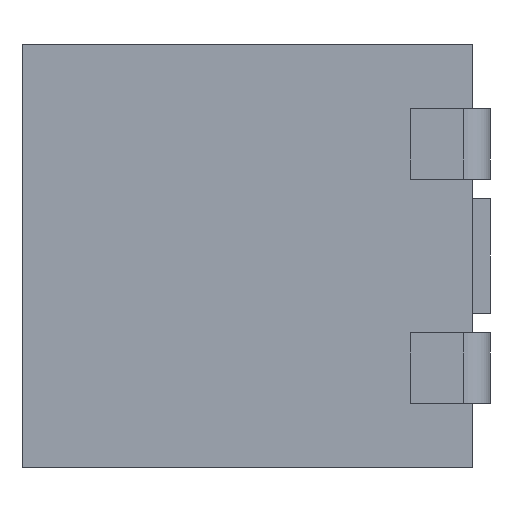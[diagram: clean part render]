
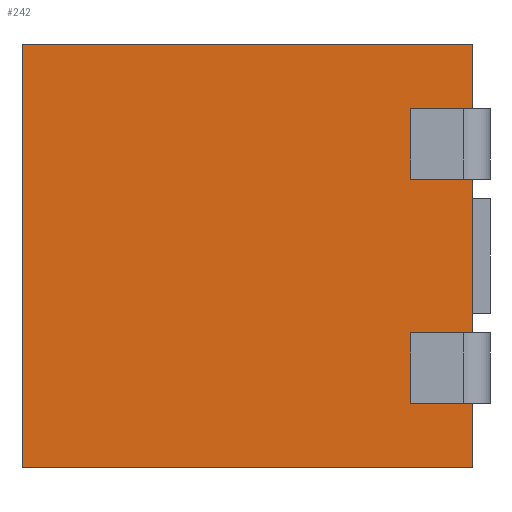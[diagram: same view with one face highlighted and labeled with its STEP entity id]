
A CAD part, left-side view. The second image highlights one B-rep face of the part: STEP entity #242.
In plain terms, the highlighted planar face has unit normal (-1, 0, 0).
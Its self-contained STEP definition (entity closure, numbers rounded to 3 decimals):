
#6 = DIRECTION ( 'NONE',  ( 0., 0., -1. ) ) ;
#10 = LINE ( 'NONE', #1387, #1315 ) ;
#11 = CARTESIAN_POINT ( 'NONE',  ( -1.75, 0., -0.87 ) ) ;
#24 = CARTESIAN_POINT ( 'NONE',  ( -1.75, -0.2, 0.87 ) ) ;
#28 = DIRECTION ( 'NONE',  ( 0., -1., 0. ) ) ;
#55 = CARTESIAN_POINT ( 'NONE',  ( -1.75, 5.1, 2.4 ) ) ;
#100 = DIRECTION ( 'NONE',  ( 0., 0., -1. ) ) ;
#115 = VECTOR ( 'NONE', #785, 1000. ) ;
#122 = CARTESIAN_POINT ( 'NONE',  ( -1.75, 5.1, -2.4 ) ) ;
#132 = LINE ( 'NONE', #1047, #473 ) ;
#146 = CARTESIAN_POINT ( 'NONE',  ( -1.75, -0.2, -0.87 ) ) ;
#162 = DIRECTION ( 'NONE',  ( 0., 0., 1. ) ) ;
#177 = EDGE_CURVE ( 'NONE', #636, #1222, #732, .T. ) ;
#178 = LINE ( 'NONE', #624, #1092 ) ;
#180 = LINE ( 'NONE', #24, #272 ) ;
#189 = LINE ( 'NONE', #302, #784 ) ;
#196 = VECTOR ( 'NONE', #162, 1000. ) ;
#205 = EDGE_LOOP ( 'NONE', ( #758, #1261, #1085, #1325, #1184, #1321, #274, #582, #1133, #256, #1208, #975 ) ) ;
#207 = CARTESIAN_POINT ( 'NONE',  ( -1.75, 0., 2.4 ) ) ;
#242 = ADVANCED_FACE ( 'NONE', ( #1265 ), #1367, .F. ) ;
#256 = ORIENTED_EDGE ( 'NONE', *, *, #1250, .F. ) ;
#259 = VERTEX_POINT ( 'NONE', #269 ) ;
#263 = VECTOR ( 'NONE', #503, 1000. ) ;
#269 = CARTESIAN_POINT ( 'NONE',  ( -1.75, 0.7, 0.87 ) ) ;
#272 = VECTOR ( 'NONE', #1296, 1000. ) ;
#274 = ORIENTED_EDGE ( 'NONE', *, *, #499, .F. ) ;
#302 = CARTESIAN_POINT ( 'NONE',  ( -1.75, 0.7, 1.67 ) ) ;
#317 = VECTOR ( 'NONE', #100, 1000. ) ;
#330 = CARTESIAN_POINT ( 'NONE',  ( -1.75, 0.7, -1.67 ) ) ;
#364 = VECTOR ( 'NONE', #871, 1000. ) ;
#371 = DIRECTION ( 'NONE',  ( 0., 0., -1. ) ) ;
#377 = CARTESIAN_POINT ( 'NONE',  ( -1.75, 0., -1.67 ) ) ;
#416 = VERTEX_POINT ( 'NONE', #512 ) ;
#420 = EDGE_CURVE ( 'NONE', #572, #259, #180, .T. ) ;
#423 = CARTESIAN_POINT ( 'NONE',  ( -1.75, 0., -2.4 ) ) ;
#473 = VECTOR ( 'NONE', #709, 1000. ) ;
#478 = CARTESIAN_POINT ( 'NONE',  ( -1.75, 5.1, 2.4 ) ) ;
#499 = EDGE_CURVE ( 'NONE', #613, #1114, #772, .T. ) ;
#503 = DIRECTION ( 'NONE',  ( 0., 1., 0. ) ) ;
#512 = CARTESIAN_POINT ( 'NONE',  ( -1.75, 0.7, -0.87 ) ) ;
#515 = DIRECTION ( 'NONE',  ( 0., -1., 0. ) ) ;
#572 = VERTEX_POINT ( 'NONE', #678 ) ;
#582 = ORIENTED_EDGE ( 'NONE', *, *, #1342, .T. ) ;
#589 = CARTESIAN_POINT ( 'NONE',  ( -1.75, 0., 1.67 ) ) ;
#613 = VERTEX_POINT ( 'NONE', #122 ) ;
#616 = LINE ( 'NONE', #146, #263 ) ;
#624 = CARTESIAN_POINT ( 'NONE',  ( -1.75, 0.7, 1.67 ) ) ;
#636 = VERTEX_POINT ( 'NONE', #589 ) ;
#675 = VERTEX_POINT ( 'NONE', #1284 ) ;
#678 = CARTESIAN_POINT ( 'NONE',  ( -1.75, 0., 0.87 ) ) ;
#681 = VERTEX_POINT ( 'NONE', #377 ) ;
#684 = EDGE_CURVE ( 'NONE', #959, #572, #1418, .T. ) ;
#702 = EDGE_CURVE ( 'NONE', #959, #416, #616, .T. ) ;
#709 = DIRECTION ( 'NONE',  ( 0., -1., 0. ) ) ;
#713 = DIRECTION ( 'NONE',  ( 0., 0., 1. ) ) ;
#716 = VECTOR ( 'NONE', #1373, 1000. ) ;
#732 = LINE ( 'NONE', #1186, #196 ) ;
#758 = ORIENTED_EDGE ( 'NONE', *, *, #684, .T. ) ;
#772 = LINE ( 'NONE', #1121, #364 ) ;
#784 = VECTOR ( 'NONE', #515, 1000. ) ;
#785 = DIRECTION ( 'NONE',  ( 0., -1., 0. ) ) ;
#824 = VERTEX_POINT ( 'NONE', #423 ) ;
#833 = EDGE_CURVE ( 'NONE', #824, #681, #1231, .T. ) ;
#871 = DIRECTION ( 'NONE',  ( 0., 0., 1. ) ) ;
#919 = AXIS2_PLACEMENT_3D ( 'NONE', #478, #1374, #6 ) ;
#959 = VERTEX_POINT ( 'NONE', #11 ) ;
#969 = EDGE_CURVE ( 'NONE', #416, #1191, #178, .T. ) ;
#975 = ORIENTED_EDGE ( 'NONE', *, *, #702, .F. ) ;
#992 = VECTOR ( 'NONE', #713, 1000. ) ;
#1047 = CARTESIAN_POINT ( 'NONE',  ( -1.75, 5.1, 2.4 ) ) ;
#1051 = CARTESIAN_POINT ( 'NONE',  ( -1.75, 0., -0.87 ) ) ;
#1069 = CARTESIAN_POINT ( 'NONE',  ( -1.75, 0., 2.4 ) ) ;
#1085 = ORIENTED_EDGE ( 'NONE', *, *, #1385, .F. ) ;
#1092 = VECTOR ( 'NONE', #371, 1000. ) ;
#1093 = LINE ( 'NONE', #1429, #317 ) ;
#1114 = VERTEX_POINT ( 'NONE', #55 ) ;
#1121 = CARTESIAN_POINT ( 'NONE',  ( -1.75, 5.1, 2.4 ) ) ;
#1133 = ORIENTED_EDGE ( 'NONE', *, *, #833, .T. ) ;
#1184 = ORIENTED_EDGE ( 'NONE', *, *, #177, .T. ) ;
#1186 = CARTESIAN_POINT ( 'NONE',  ( -1.75, 0., 2.4 ) ) ;
#1191 = VERTEX_POINT ( 'NONE', #330 ) ;
#1208 = ORIENTED_EDGE ( 'NONE', *, *, #969, .F. ) ;
#1213 = CARTESIAN_POINT ( 'NONE',  ( -1.75, 5.1, -2.4 ) ) ;
#1222 = VERTEX_POINT ( 'NONE', #1069 ) ;
#1231 = LINE ( 'NONE', #207, #716 ) ;
#1240 = EDGE_CURVE ( 'NONE', #1114, #1222, #132, .T. ) ;
#1250 = EDGE_CURVE ( 'NONE', #1191, #681, #10, .T. ) ;
#1261 = ORIENTED_EDGE ( 'NONE', *, *, #420, .T. ) ;
#1265 = FACE_OUTER_BOUND ( 'NONE', #205, .T. ) ;
#1281 = EDGE_CURVE ( 'NONE', #675, #636, #189, .T. ) ;
#1284 = CARTESIAN_POINT ( 'NONE',  ( -1.75, 0.7, 1.67 ) ) ;
#1296 = DIRECTION ( 'NONE',  ( 0., 1., 0. ) ) ;
#1315 = VECTOR ( 'NONE', #28, 1000. ) ;
#1319 = LINE ( 'NONE', #1213, #115 ) ;
#1321 = ORIENTED_EDGE ( 'NONE', *, *, #1240, .F. ) ;
#1325 = ORIENTED_EDGE ( 'NONE', *, *, #1281, .T. ) ;
#1342 = EDGE_CURVE ( 'NONE', #613, #824, #1319, .T. ) ;
#1367 = PLANE ( 'NONE',  #919 ) ;
#1373 = DIRECTION ( 'NONE',  ( 0., 0., 1. ) ) ;
#1374 = DIRECTION ( 'NONE',  ( 1., 0., 0. ) ) ;
#1385 = EDGE_CURVE ( 'NONE', #675, #259, #1093, .T. ) ;
#1387 = CARTESIAN_POINT ( 'NONE',  ( -1.75, 0.7, -1.67 ) ) ;
#1418 = LINE ( 'NONE', #1051, #992 ) ;
#1429 = CARTESIAN_POINT ( 'NONE',  ( -1.75, 0.7, 1.67 ) ) ;
